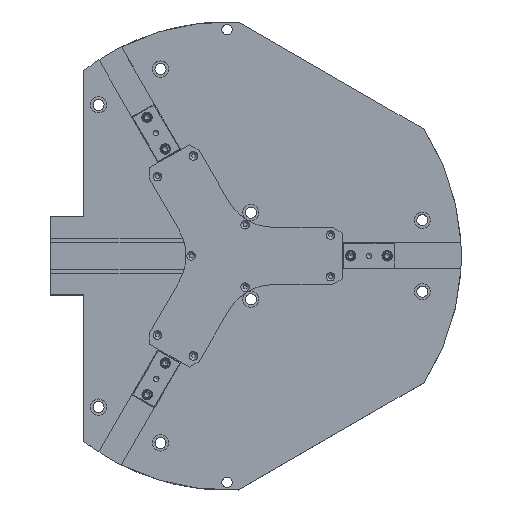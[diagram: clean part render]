
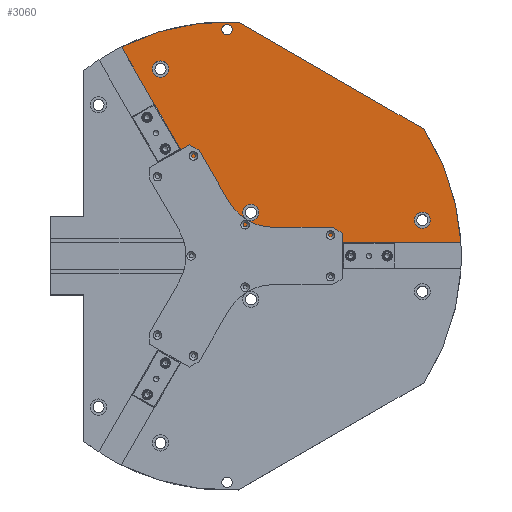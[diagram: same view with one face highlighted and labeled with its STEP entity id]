
A CAD part, top view. The second image highlights one B-rep face of the part: STEP entity #3060.
In plain terms, the highlighted planar face has unit normal (0, 0, 1).
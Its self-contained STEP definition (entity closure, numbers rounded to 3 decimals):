
#107=LINE('',#4831,#359);
#108=LINE('',#4835,#360);
#109=LINE('',#4838,#361);
#359=VECTOR('',#3884,10.);
#360=VECTOR('',#3887,10.);
#361=VECTOR('',#3890,10.);
#617=PLANE('',#3401);
#744=FACE_BOUND('',#1101,.T.);
#745=FACE_BOUND('',#1102,.T.);
#746=FACE_BOUND('',#1103,.T.);
#747=FACE_BOUND('',#1104,.T.);
#879=FACE_OUTER_BOUND('',#1100,.T.);
#1100=EDGE_LOOP('',(#2278,#2279,#2280,#2281,#2282,#2283));
#1101=EDGE_LOOP('',(#2284));
#1102=EDGE_LOOP('',(#2285));
#1103=EDGE_LOOP('',(#2286));
#1104=EDGE_LOOP('',(#2287));
#1362=CIRCLE('',#3343,12.5);
#1365=CIRCLE('',#3348,12.5);
#1384=CIRCLE('',#3382,8.);
#1390=CIRCLE('',#3402,360.);
#1391=CIRCLE('',#3403,360.);
#1392=CIRCLE('',#3404,50.);
#1393=CIRCLE('',#3405,12.5);
#1506=VERTEX_POINT('',#4676);
#1509=VERTEX_POINT('',#4684);
#1528=VERTEX_POINT('',#4737);
#1562=VERTEX_POINT('',#4827);
#1563=VERTEX_POINT('',#4828);
#1564=VERTEX_POINT('',#4830);
#1565=VERTEX_POINT('',#4832);
#1566=VERTEX_POINT('',#4834);
#1567=VERTEX_POINT('',#4836);
#1568=VERTEX_POINT('',#4839);
#1794=EDGE_CURVE('',#1506,#1506,#1362,.T.);
#1797=EDGE_CURVE('',#1509,#1509,#1365,.T.);
#1816=EDGE_CURVE('',#1528,#1528,#1384,.T.);
#1858=EDGE_CURVE('',#1562,#1563,#1390,.T.);
#1859=EDGE_CURVE('',#1563,#1564,#107,.T.);
#1860=EDGE_CURVE('',#1564,#1565,#1391,.T.);
#1861=EDGE_CURVE('',#1565,#1566,#108,.T.);
#1862=EDGE_CURVE('',#1566,#1567,#1392,.T.);
#1863=EDGE_CURVE('',#1567,#1562,#109,.T.);
#1864=EDGE_CURVE('',#1568,#1568,#1393,.T.);
#2278=ORIENTED_EDGE('',*,*,#1858,.T.);
#2279=ORIENTED_EDGE('',*,*,#1859,.T.);
#2280=ORIENTED_EDGE('',*,*,#1860,.T.);
#2281=ORIENTED_EDGE('',*,*,#1861,.T.);
#2282=ORIENTED_EDGE('',*,*,#1862,.T.);
#2283=ORIENTED_EDGE('',*,*,#1863,.T.);
#2284=ORIENTED_EDGE('',*,*,#1794,.T.);
#2285=ORIENTED_EDGE('',*,*,#1797,.T.);
#2286=ORIENTED_EDGE('',*,*,#1816,.T.);
#2287=ORIENTED_EDGE('',*,*,#1864,.T.);
#3060=ADVANCED_FACE('',(#879,#744,#745,#746,#747),#617,.T.);
#3343=AXIS2_PLACEMENT_3D('',#4677,#3728,#3729);
#3348=AXIS2_PLACEMENT_3D('',#4685,#3738,#3739);
#3382=AXIS2_PLACEMENT_3D('',#4738,#3806,#3807);
#3401=AXIS2_PLACEMENT_3D('',#4826,#3880,#3881);
#3402=AXIS2_PLACEMENT_3D('',#4829,#3882,#3883);
#3403=AXIS2_PLACEMENT_3D('',#4833,#3885,#3886);
#3404=AXIS2_PLACEMENT_3D('',#4837,#3888,#3889);
#3405=AXIS2_PLACEMENT_3D('',#4840,#3891,#3892);
#3728=DIRECTION('center_axis',(0.,0.,-1.));
#3729=DIRECTION('ref_axis',(1.,0.,0.));
#3738=DIRECTION('center_axis',(0.,0.,-1.));
#3739=DIRECTION('ref_axis',(1.,0.,0.));
#3806=DIRECTION('center_axis',(0.,0.,-1.));
#3807=DIRECTION('ref_axis',(1.,0.,0.));
#3880=DIRECTION('center_axis',(0.,0.,1.));
#3881=DIRECTION('ref_axis',(1.,0.,0.));
#3882=DIRECTION('center_axis',(0.,0.,1.));
#3883=DIRECTION('ref_axis',(-0.841,0.541,0.));
#3884=DIRECTION('',(-0.866,0.5,0.));
#3885=DIRECTION('center_axis',(0.,0.,1.));
#3886=DIRECTION('ref_axis',(-0.048,-0.999,0.));
#3887=DIRECTION('',(0.5,-0.866,0.));
#3888=DIRECTION('center_axis',(0.,0.,-1.));
#3889=DIRECTION('ref_axis',(1.,0.,0.));
#3890=DIRECTION('',(1.,0.,0.));
#3891=DIRECTION('center_axis',(0.,0.,-1.));
#3892=DIRECTION('ref_axis',(1.,0.,0.));
#4676=CARTESIAN_POINT('',(49.,66.7,87.));
#4677=CARTESIAN_POINT('Origin',(36.5,66.7,87.));
#4684=CARTESIAN_POINT('',(312.5,55.,87.));
#4685=CARTESIAN_POINT('Origin',(300.,55.,87.));
#4737=CARTESIAN_POINT('',(8.,348.,87.));
#4738=CARTESIAN_POINT('Origin',(0.,348.,87.));
#4826=CARTESIAN_POINT('Origin',(6.842,0.,
87.));
#4827=CARTESIAN_POINT('',(359.444,20.,87.));
#4828=CARTESIAN_POINT('',(302.829,194.666,87.));
#4829=CARTESIAN_POINT('Origin',(0.,0.,87.));
#4830=CARTESIAN_POINT('',(17.171,359.59,87.));
#4831=CARTESIAN_POINT('',(17.171,359.59,87.));
#4832=CARTESIAN_POINT('',(-162.401,321.288,87.));
#4833=CARTESIAN_POINT('Origin',(0.,0.,87.));
#4834=CARTESIAN_POINT('',(-5.592,49.686,87.));
#4835=CARTESIAN_POINT('',(18.176,8.519,87.));
#4836=CARTESIAN_POINT('',(45.826,20.,87.));
#4837=CARTESIAN_POINT('Origin',(0.,0.,87.));
#4838=CARTESIAN_POINT('',(3.421,20.,87.));
#4839=CARTESIAN_POINT('',(-89.9,287.3,87.));
#4840=CARTESIAN_POINT('Origin',(-102.4,287.3,87.));
